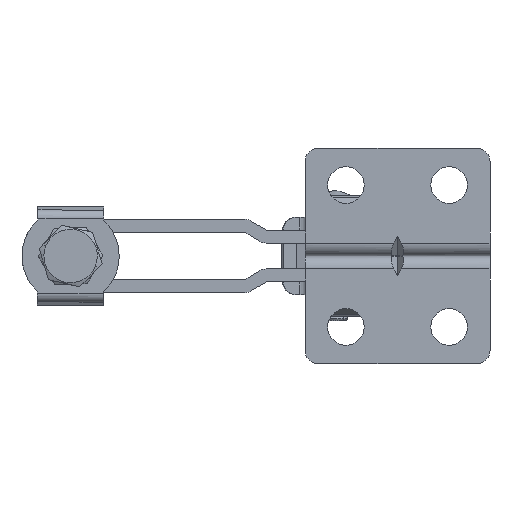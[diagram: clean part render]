
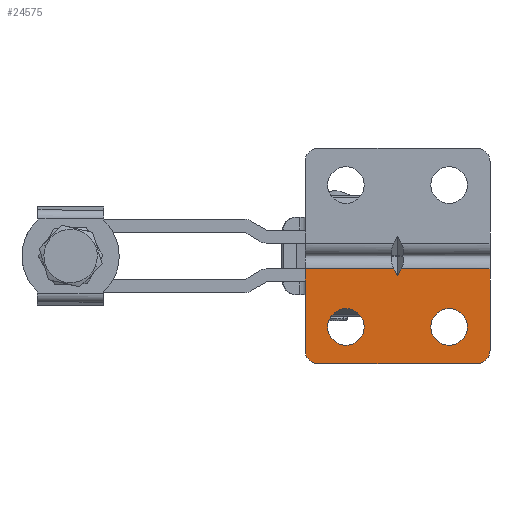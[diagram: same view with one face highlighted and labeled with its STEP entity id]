
A CAD part, front view. The second image highlights one B-rep face of the part: STEP entity #24575.
In plain terms, the highlighted planar face has unit normal (0, -1, 0).
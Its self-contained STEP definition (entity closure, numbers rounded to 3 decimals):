
#2576 = CIRCLE ( 'NONE', #2601, 4.25 ) ;
#2598 = DIRECTION ( 'NONE',  ( 1., 0., 0. ) ) ;
#2599 = DIRECTION ( 'NONE',  ( 0., 1., 0. ) ) ;
#2600 = CARTESIAN_POINT ( 'NONE',  ( -9.5, 0., -16.5 ) ) ;
#2601 = AXIS2_PLACEMENT_3D ( 'NONE', #2600, #2599, #2598 ) ;
#2627 = CARTESIAN_POINT ( 'NONE',  ( -37.75, 0., -16.5 ) ) ;
#2628 = CARTESIAN_POINT ( 'NONE',  ( -5.25, 0., -16.5 ) ) ;
#2674 = CARTESIAN_POINT ( 'NONE',  ( -13.75, 0., -16.5 ) ) ;
#21543 = VERTEX_POINT ( 'NONE', #41576 ) ;
#21699 = EDGE_CURVE ( 'NONE', #21543, #21874, #41641, .T. ) ;
#21874 = VERTEX_POINT ( 'NONE', #41647 ) ;
#23825 = EDGE_CURVE ( 'NONE', #23836, #21874, #41818, .T. ) ;
#23836 = VERTEX_POINT ( 'NONE', #41811 ) ;
#24087 = VERTEX_POINT ( 'NONE', #41812 ) ;
#24277 = VERTEX_POINT ( 'NONE', #41863 ) ;
#24575 = ADVANCED_FACE ( 'NONE', ( #41843, #41784, #41846 ), #41862, .F. ) ;
#24584 = ORIENTED_EDGE ( 'NONE', *, *, #24595, .F. ) ;
#24595 = EDGE_CURVE ( 'NONE', #24087, #24277, #41890, .T. ) ;
#24804 = EDGE_LOOP ( 'NONE', ( #25283, #25074, #24584, #25521, #25038, #25544, #25532, #25531, #25036 ) ) ;
#24807 = ORIENTED_EDGE ( 'NONE', *, *, #28919, .T. ) ;
#24825 = ORIENTED_EDGE ( 'NONE', *, *, #44918, .T. ) ;
#24832 = EDGE_LOOP ( 'NONE', ( #24825, #25293 ) ) ;
#24843 = EDGE_CURVE ( 'NONE', #44941, #44931, #41895, .T. ) ;
#25036 = ORIENTED_EDGE ( 'NONE', *, *, #25314, .F. ) ;
#25038 = ORIENTED_EDGE ( 'NONE', *, *, #25498, .T. ) ;
#25041 = EDGE_CURVE ( 'NONE', #24277, #25073, #41872, .T. ) ;
#25047 = EDGE_CURVE ( 'NONE', #25280, #24087, #41880, .T. ) ;
#25073 = VERTEX_POINT ( 'NONE', #41865 ) ;
#25074 = ORIENTED_EDGE ( 'NONE', *, *, #25041, .F. ) ;
#25256 = VERTEX_POINT ( 'NONE', #41879 ) ;
#25279 = EDGE_LOOP ( 'NONE', ( #24807, #25297 ) ) ;
#25280 = VERTEX_POINT ( 'NONE', #41916 ) ;
#25283 = ORIENTED_EDGE ( 'NONE', *, *, #25288, .F. ) ;
#25288 = EDGE_CURVE ( 'NONE', #25073, #25256, #41922, .T. ) ;
#25293 = ORIENTED_EDGE ( 'NONE', *, *, #24843, .T. ) ;
#25297 = ORIENTED_EDGE ( 'NONE', *, *, #25299, .T. ) ;
#25299 = EDGE_CURVE ( 'NONE', #44943, #28893, #41911, .T. ) ;
#25314 = EDGE_CURVE ( 'NONE', #25256, #21543, #41915, .T. ) ;
#25498 = EDGE_CURVE ( 'NONE', #25280, #25520, #41904, .T. ) ;
#25520 = VERTEX_POINT ( 'NONE', #41921 ) ;
#25521 = ORIENTED_EDGE ( 'NONE', *, *, #25047, .F. ) ;
#25527 = EDGE_CURVE ( 'NONE', #23836, #25520, #41483, .T. ) ;
#25531 = ORIENTED_EDGE ( 'NONE', *, *, #21699, .F. ) ;
#25532 = ORIENTED_EDGE ( 'NONE', *, *, #23825, .T. ) ;
#25544 = ORIENTED_EDGE ( 'NONE', *, *, #25527, .F. ) ;
#28893 = VERTEX_POINT ( 'NONE', #42154 ) ;
#28919 = EDGE_CURVE ( 'NONE', #28893, #44943, #42185, .T. ) ;
#41463 = DIRECTION ( 'NONE',  ( -1., 0., 0. ) ) ;
#41465 = CARTESIAN_POINT ( 'NONE',  ( -3., 0., -22. ) ) ;
#41476 = DIRECTION ( 'NONE',  ( 0., 1., 0. ) ) ;
#41483 = CIRCLE ( 'NONE', #41485, 3. ) ;
#41485 = AXIS2_PLACEMENT_3D ( 'NONE', #41465, #41476, #41463 ) ;
#41576 = CARTESIAN_POINT ( 'NONE',  ( -20.656, 0., -3. ) ) ;
#41638 = DIRECTION ( 'NONE',  ( 1., 0., 0. ) ) ;
#41639 = VECTOR ( 'NONE', #41638, 1000. ) ;
#41640 = CARTESIAN_POINT ( 'NONE',  ( 0., 0., -3. ) ) ;
#41641 = LINE ( 'NONE', #41640, #41639 ) ;
#41647 = CARTESIAN_POINT ( 'NONE',  ( 0., 0., -3. ) ) ;
#41784 = FACE_BOUND ( 'NONE', #25279, .T. ) ;
#41809 = DIRECTION ( 'NONE',  ( 0., 0., 1. ) ) ;
#41810 = VECTOR ( 'NONE', #41809, 1000. ) ;
#41811 = CARTESIAN_POINT ( 'NONE',  ( 0., 0., -22. ) ) ;
#41812 = CARTESIAN_POINT ( 'NONE',  ( -43., 0., -22. ) ) ;
#41817 = CARTESIAN_POINT ( 'NONE',  ( 0., 0., -3. ) ) ;
#41818 = LINE ( 'NONE', #41817, #41810 ) ;
#41843 = FACE_BOUND ( 'NONE', #24832, .T. ) ;
#41846 = FACE_OUTER_BOUND ( 'NONE', #24804, .T. ) ;
#41857 = AXIS2_PLACEMENT_3D ( 'NONE', #41893, #41892, #41891 ) ;
#41862 = PLANE ( 'NONE',  #41857 ) ;
#41863 = CARTESIAN_POINT ( 'NONE',  ( -43., 0., -3. ) ) ;
#41865 = CARTESIAN_POINT ( 'NONE',  ( -22.344, 0., -3. ) ) ;
#41866 = DIRECTION ( 'NONE',  ( 1., 0., 0. ) ) ;
#41867 = DIRECTION ( 'NONE',  ( 0., 1., 0. ) ) ;
#41868 = AXIS2_PLACEMENT_3D ( 'NONE', #41873, #41920, #41919 ) ;
#41871 = CARTESIAN_POINT ( 'NONE',  ( 0., 0., -3. ) ) ;
#41872 = LINE ( 'NONE', #41871, #41924 ) ;
#41873 = CARTESIAN_POINT ( 'NONE',  ( -40., 0., -22. ) ) ;
#41874 = CARTESIAN_POINT ( 'NONE',  ( -9.5, 0., -16.5 ) ) ;
#41879 = CARTESIAN_POINT ( 'NONE',  ( -21.5, 0., -4.599 ) ) ;
#41880 = CIRCLE ( 'NONE', #41868, 3. ) ;
#41886 = AXIS2_PLACEMENT_3D ( 'NONE', #41874, #41867, #41866 ) ;
#41887 = DIRECTION ( 'NONE',  ( 0., 0., 1. ) ) ;
#41888 = VECTOR ( 'NONE', #41887, 1000. ) ;
#41889 = CARTESIAN_POINT ( 'NONE',  ( -43., 0., -3. ) ) ;
#41890 = LINE ( 'NONE', #41889, #41888 ) ;
#41891 = DIRECTION ( 'NONE',  ( -1., 0., 0. ) ) ;
#41892 = DIRECTION ( 'NONE',  ( 0., 1., 0. ) ) ;
#41893 = CARTESIAN_POINT ( 'NONE',  ( 0., 0., -3. ) ) ;
#41895 = CIRCLE ( 'NONE', #41886, 4.25 ) ;
#41898 = DIRECTION ( 'NONE',  ( 1., 0., 0. ) ) ;
#41899 = VECTOR ( 'NONE', #41898, 1000. ) ;
#41900 = CARTESIAN_POINT ( 'NONE',  ( -43., 0., -25. ) ) ;
#41901 = DIRECTION ( 'NONE',  ( 0.467, 0., 0.884 ) ) ;
#41902 = VECTOR ( 'NONE', #41901, 1000. ) ;
#41903 = CARTESIAN_POINT ( 'NONE',  ( -16.155, 0., 5.527 ) ) ;
#41904 = LINE ( 'NONE', #41900, #41899 ) ;
#41905 = DIRECTION ( 'NONE',  ( 1., 0., 0. ) ) ;
#41906 = DIRECTION ( 'NONE',  ( 0., 1., 0. ) ) ;
#41907 = CARTESIAN_POINT ( 'NONE',  ( -33.5, 0., -16.5 ) ) ;
#41908 = AXIS2_PLACEMENT_3D ( 'NONE', #41907, #41906, #41905 ) ;
#41911 = CIRCLE ( 'NONE', #41908, 4.25 ) ;
#41912 = DIRECTION ( 'NONE',  ( 0.467, 0., -0.884 ) ) ;
#41913 = VECTOR ( 'NONE', #41912, 1000. ) ;
#41914 = CARTESIAN_POINT ( 'NONE',  ( -17.475, 0., -12.224 ) ) ;
#41915 = LINE ( 'NONE', #41903, #41902 ) ;
#41916 = CARTESIAN_POINT ( 'NONE',  ( -40., 0., -25. ) ) ;
#41919 = DIRECTION ( 'NONE',  ( -1., 0., 0. ) ) ;
#41920 = DIRECTION ( 'NONE',  ( 0., 1., 0. ) ) ;
#41921 = CARTESIAN_POINT ( 'NONE',  ( -3., 0., -25. ) ) ;
#41922 = LINE ( 'NONE', #41914, #41913 ) ;
#41923 = DIRECTION ( 'NONE',  ( 1., 0., 0. ) ) ;
#41924 = VECTOR ( 'NONE', #41923, 1000. ) ;
#42144 = CARTESIAN_POINT ( 'NONE',  ( -33.5, 0., -16.5 ) ) ;
#42154 = CARTESIAN_POINT ( 'NONE',  ( -29.25, 0., -16.5 ) ) ;
#42179 = DIRECTION ( 'NONE',  ( 1., 0., 0. ) ) ;
#42180 = DIRECTION ( 'NONE',  ( 0., 1., 0. ) ) ;
#42181 = AXIS2_PLACEMENT_3D ( 'NONE', #42144, #42180, #42179 ) ;
#42185 = CIRCLE ( 'NONE', #42181, 4.25 ) ;
#44918 = EDGE_CURVE ( 'NONE', #44931, #44941, #2576, .T. ) ;
#44931 = VERTEX_POINT ( 'NONE', #2628 ) ;
#44941 = VERTEX_POINT ( 'NONE', #2674 ) ;
#44943 = VERTEX_POINT ( 'NONE', #2627 ) ;
